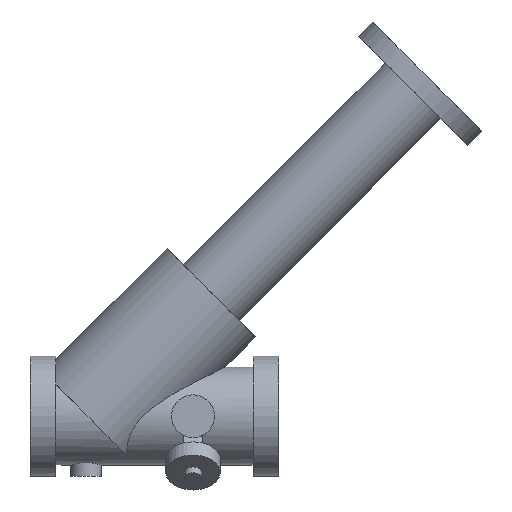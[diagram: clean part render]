
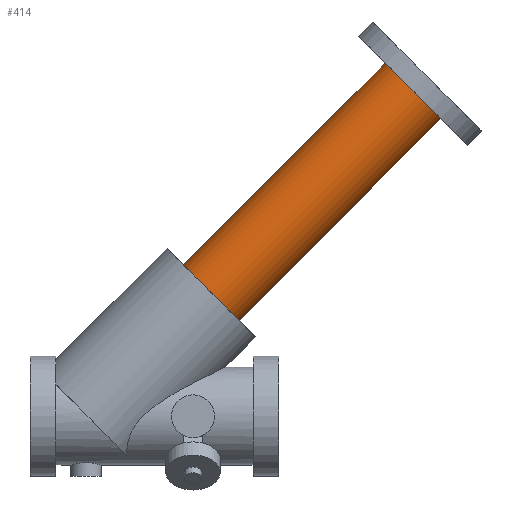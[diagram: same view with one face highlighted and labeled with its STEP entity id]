
A CAD part, front view. The second image highlights one B-rep face of the part: STEP entity #414.
In plain terms, the highlighted cylindrical face has radius 23 mm (diameter 46 mm), a full revolution.
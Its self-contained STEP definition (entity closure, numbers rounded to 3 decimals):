
#114=ORIENTED_EDGE('',*,*,#189,.F.);
#115=ORIENTED_EDGE('',*,*,#188,.T.);
#188=EDGE_CURVE('',#230,#230,#258,.T.);
#189=EDGE_CURVE('',#231,#231,#259,.T.);
#230=VERTEX_POINT('',#806);
#231=VERTEX_POINT('',#809);
#258=CIRCLE('',#477,23.);
#259=CIRCLE('',#479,23.);
#295=EDGE_LOOP('',(#114));
#296=EDGE_LOOP('',(#115));
#354=FACE_BOUND('',#295,.T.);
#355=FACE_BOUND('',#296,.T.);
#394=CYLINDRICAL_SURFACE('',#478,23.);
#414=ADVANCED_FACE('',(#354,#355),#394,.T.);
#477=AXIS2_PLACEMENT_3D('',#805,#574,#575);
#478=AXIS2_PLACEMENT_3D('',#807,#576,#577);
#479=AXIS2_PLACEMENT_3D('',#808,#578,#579);
#574=DIRECTION('',(0.707,0.,0.707));
#575=DIRECTION('',(0.707,0.,-0.707));
#576=DIRECTION('',(-0.707,0.,-0.707));
#577=DIRECTION('',(-0.707,0.,0.707));
#578=DIRECTION('',(0.707,0.,0.707));
#579=DIRECTION('',(0.707,0.,-0.707));
#805=CARTESIAN_POINT('',(33.125,0.,72.125));
#806=CARTESIAN_POINT('',(49.388,0.,55.861));
#807=CARTESIAN_POINT('',(150.829,0.,189.829));
#808=CARTESIAN_POINT('',(150.829,0.,189.829));
#809=CARTESIAN_POINT('',(167.093,0.,173.566));
